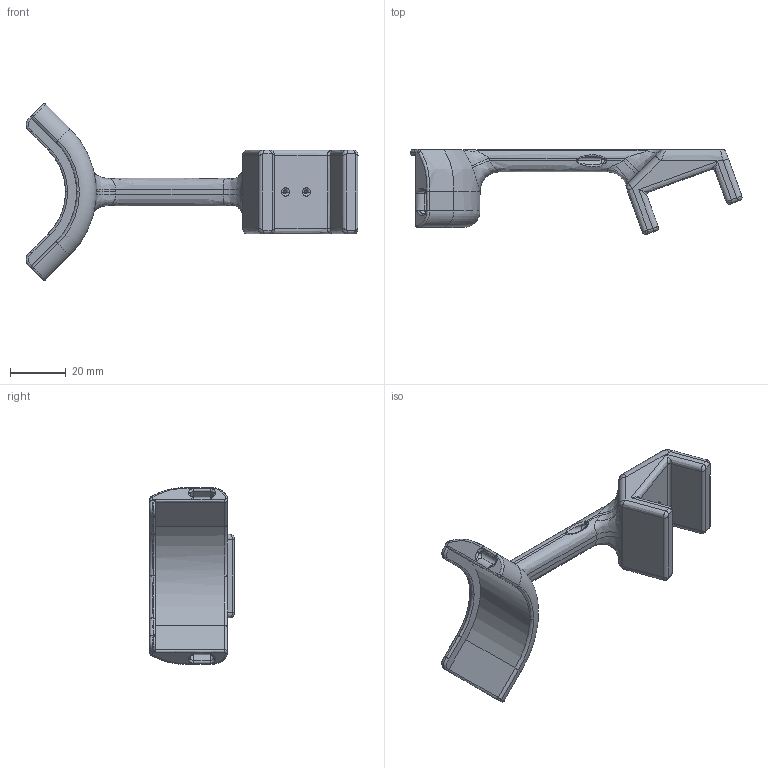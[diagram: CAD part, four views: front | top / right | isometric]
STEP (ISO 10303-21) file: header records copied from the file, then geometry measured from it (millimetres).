
FILE_DESCRIPTION (( 'STEP AP214' ), '1' );
FILE_NAME ('chain_lube_adapter_26mm.STEP', '2024-01-05T20:01:52', ( '' ), ( '' ), 'SwSTEP 2.0', 'SolidWorks 2022', '' );
FILE_SCHEMA (( 'AUTOMOTIVE_DESIGN' ));
Length unit declared in the file: millimetre
Products named in the file (1): chain_lube_adapter_26mm
Bounding box: 119.33 x 30.5 x 63.59 mm (x, y, z)
Volume: 30979.2 mm3; surface area: 13599.5 mm2
Topology: 1 solids, 1 shells, 299 faces, 729 edges, 413 vertices
Faces by surface type: bspline 150, plane 82, cylinder 48, torus 19
Entity records: 22586 total; most frequent: CARTESIAN_POINT 16995, ORIENTED_EDGE 1418, EDGE_CURVE 709, DIRECTION 690, VERTEX_POINT 413, B_SPLINE_CURVE_WITH_KNOTS 393, EDGE_LOOP 306, FACE_OUTER_BOUND 299
